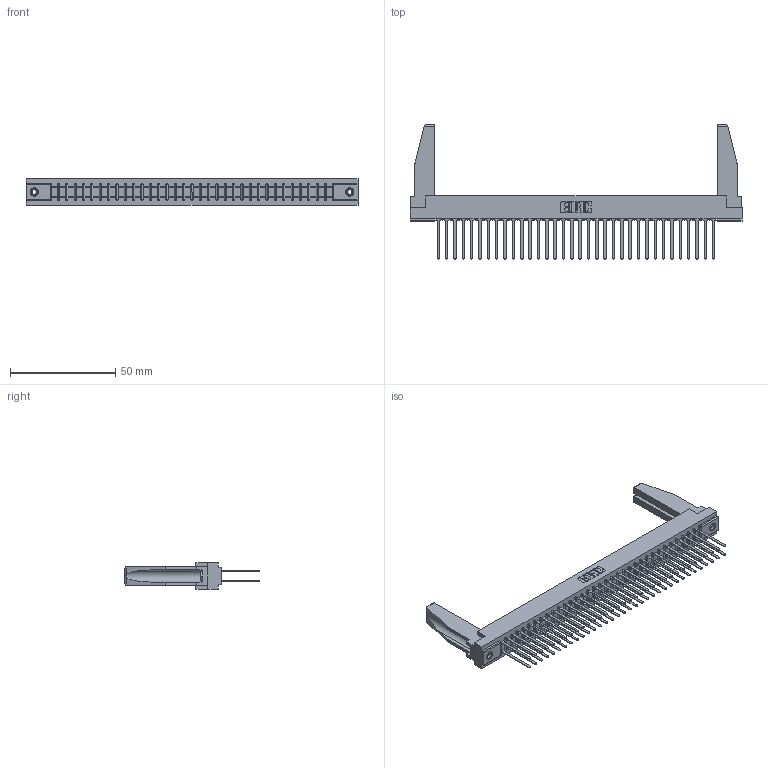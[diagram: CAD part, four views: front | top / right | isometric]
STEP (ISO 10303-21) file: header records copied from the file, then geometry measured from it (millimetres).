
FILE_DESCRIPTION (( 'STEP AP203' ), '1' );
FILE_NAME ('357-068-540-278.STEP', '2019-09-19T09:32:41', ( '' ), ( '' ), 'SwSTEP 2.0', 'SolidWorks 2016', '' );
FILE_SCHEMA (( 'CONFIG_CONTROL_DESIGN' ));
Length unit declared in the file: inch
Products named in the file (5): 357-068-540-278; 307-290-001_540; 345-250-001_345-250-001-102; 307 Part_.156 Dia Mounting Holes; 307-220-078
Assembly tree (73 placements, depth 2):
  357-068-540-278
    307 Part_.156 Dia Mounting Holes
    307-290-001_540  x68
    307-220-078  x2
    345-250-001_345-250-001-102  x2
Bounding box: 157.73 x 63.7 x 12.7 mm (x, y, z)
Volume: 21089.5 mm3; surface area: 26851.3 mm2
Topology: 73 solids, 73 shells, 3411 faces, 9493 edges, 6134 vertices
Faces by surface type: plane 2262, cylinder 1063, sphere 70, cone 12, torus 4
Entity records: 33629 total; most frequent: CARTESIAN_POINT 5512, ORIENTED_EDGE 5420, DIRECTION 5356, EDGE_CURVE 2710, VECTOR 2080, LINE 2080, VERTEX_POINT 1752, AXIS2_PLACEMENT_3D 1638
